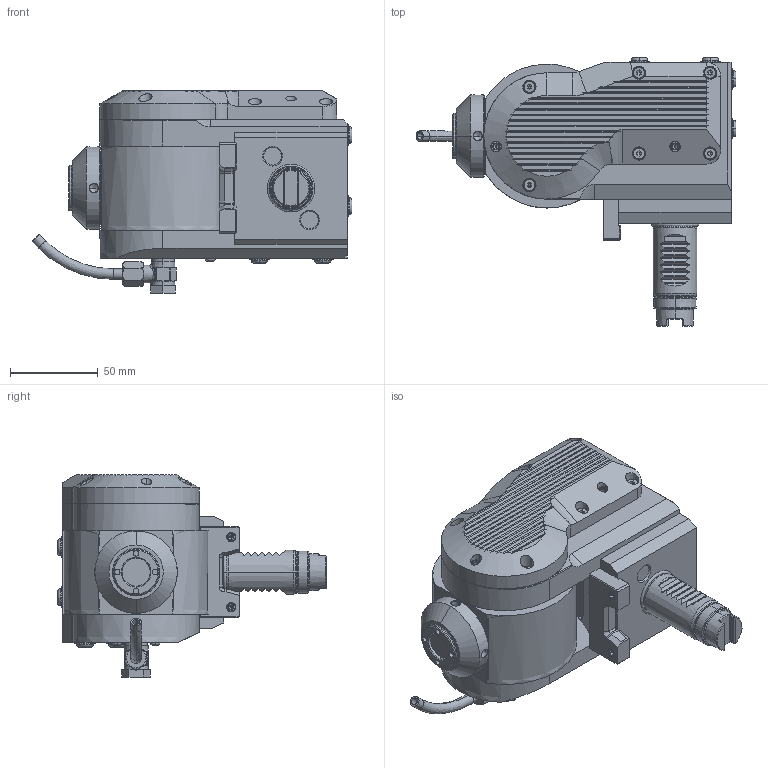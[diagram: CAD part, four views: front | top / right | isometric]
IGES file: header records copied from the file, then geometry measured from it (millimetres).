
Start section:  PTC IGES file: ngt1_25_565_20_1_3_1_1_5.igs
Global section: file name: ngt1_25_565_20_1_3_1_1_5.igs; native system: Pro/ENGINEER by Parametric Technology Corporation; preprocessor: 2010280; author: vali; organization: Unknown; date: 20250703.082429; units: millimetre
Bounding box: 182.42 x 153.25 x 115.4 mm (x, y, z)
Volume: 1014320.9 mm3; surface area: 88338.9 mm2
Topology: 1 solids, 4 shells, 1185 faces, 2758 edges, 1650 vertices
Faces by surface type: bspline 643, revolution 542
